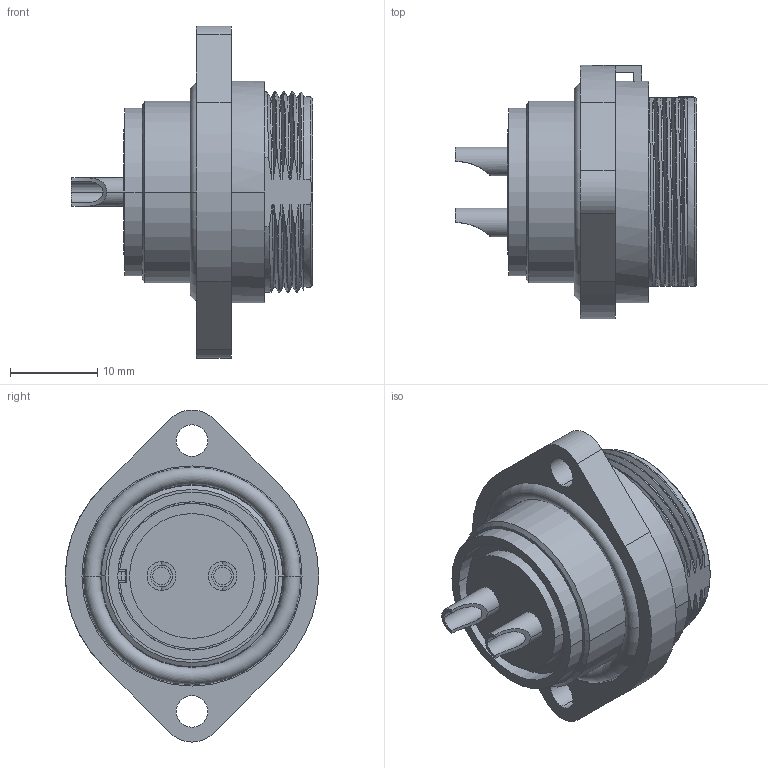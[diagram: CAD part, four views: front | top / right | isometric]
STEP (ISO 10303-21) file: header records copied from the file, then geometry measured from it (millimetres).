
FILE_DESCRIPTION((''),'2;1');
FILE_NAME('3','2020-04-01T',('Administrator'),(''),'CREO PARAMETRIC BY PTC INC, 2016130','CREO PARAMETRIC BY PTC INC, 2016130','');
FILE_SCHEMA(('CONFIG_CONTROL_DESIGN','GEOMETRIC_VALIDATION_PROPERTIES_MIM'));
Length unit declared in the file: millimetre
Products named in the file (1): 3
Bounding box: 27.6 x 29 x 38 mm (x, y, z)
Volume: 6625.4 mm3; surface area: 5986.7 mm2
Topology: 1 solids, 1 shells, 153 faces, 431 edges, 291 vertices
Faces by surface type: cylinder 66, plane 56, bspline 17, cone 8, sphere 4, torus 2
Entity records: 6720 total; most frequent: CARTESIAN_POINT 2725, ORIENTED_EDGE 854, DIRECTION 769, EDGE_CURVE 427, AXIS2_PLACEMENT_3D 293, VERTEX_POINT 291, VECTOR 183, LINE 183
